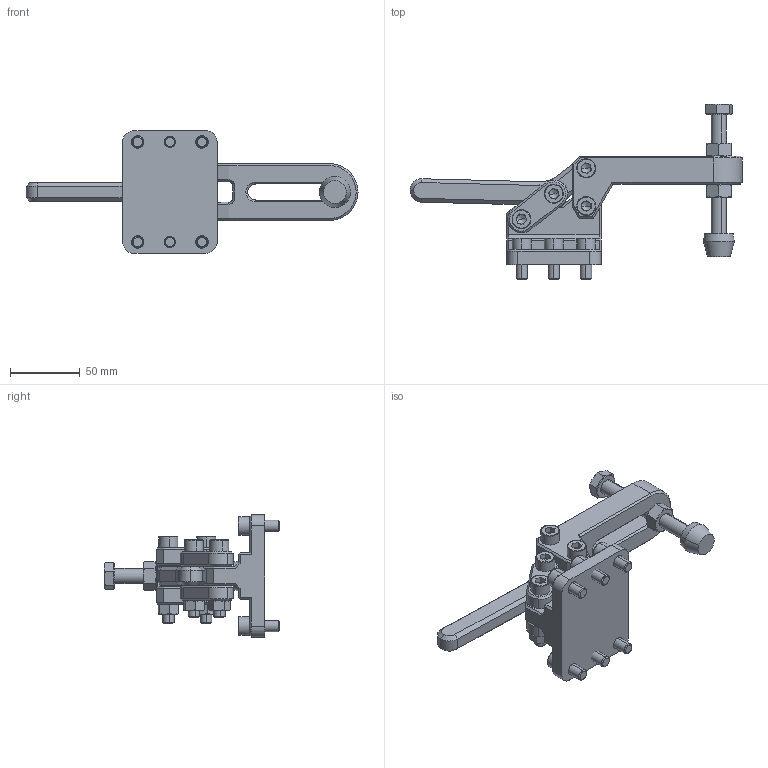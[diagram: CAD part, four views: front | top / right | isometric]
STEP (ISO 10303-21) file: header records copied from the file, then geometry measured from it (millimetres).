
FILE_DESCRIPTION(('FreeCAD Model'),'2;1');
FILE_NAME('Open CASCADE Shape Model','2025-05-03T21:50:33',('FreeCAD'),( 'FreeCAD'),'Open CASCADE STEP processor 7.6','FreeCAD','Unknown');
FILE_SCHEMA(('AUTOMOTIVE_DESIGN { 1 0 10303 214 1 1 1 1 }'));
Length unit declared in the file: millimetre
Products named in the file (1): Open CASCADE STEP translator 7.6 1
Bounding box: 237.69 x 125.7 x 87.88 mm (x, y, z)
Volume: 274315.3 mm3; surface area: 83351.3 mm2
Topology: 23 solids, 23 shells, 722 faces, 1599 edges, 923 vertices
Faces by surface type: bspline 722
Entity records: 21203 total; most frequent: CARTESIAN_POINT 11828, ORIENTED_EDGE 3154, EDGE_CURVE 1577, B_SPLINE_CURVE_WITH_KNOTS 1003, VERTEX_POINT 923, FACE_BOUND 790, EDGE_LOOP 790, ADVANCED_FACE 722
